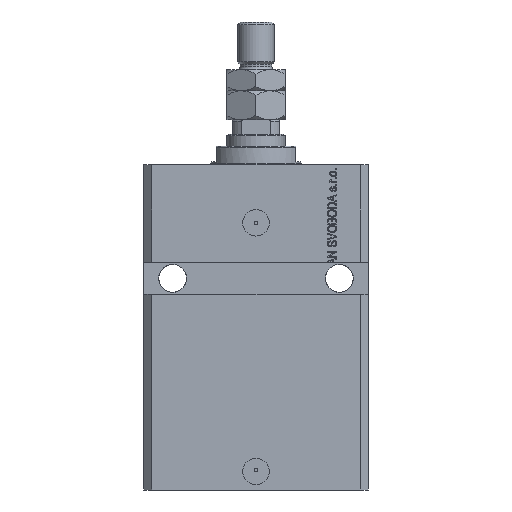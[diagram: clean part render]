
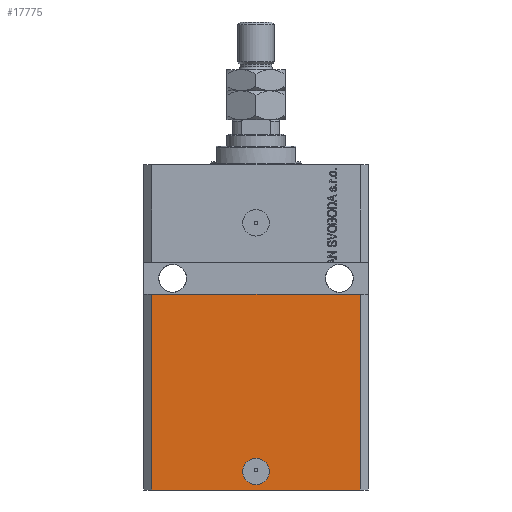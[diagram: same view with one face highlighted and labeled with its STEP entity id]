
A CAD part, front view. The second image highlights one B-rep face of the part: STEP entity #17775.
In plain terms, the highlighted planar face has unit normal (0, -1, 0).
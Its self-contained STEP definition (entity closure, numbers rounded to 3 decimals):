
#1761 = LINE ( 'NONE', #16918, #44382 ) ;
#2252 = ORIENTED_EDGE ( 'NONE', *, *, #30173, .F. ) ;
#2447 = DIRECTION ( 'NONE',  ( 0., -1., 0. ) ) ;
#2516 = CARTESIAN_POINT ( 'NONE',  ( 39.5, -31.5, -123. ) ) ;
#3602 = ORIENTED_EDGE ( 'NONE', *, *, #13895, .F. ) ;
#3960 = CARTESIAN_POINT ( 'NONE',  ( 5., -31.5, -116. ) ) ;
#4044 = DIRECTION ( 'NONE',  ( 0., -1., 0. ) ) ;
#4920 = CIRCLE ( 'NONE', #36668, 5. ) ;
#5467 = CARTESIAN_POINT ( 'NONE',  ( -39.5, -31.5, -123. ) ) ;
#7781 = VECTOR ( 'NONE', #18382, 1000. ) ;
#7828 = VERTEX_POINT ( 'NONE', #3960 ) ;
#9207 = VERTEX_POINT ( 'NONE', #18058 ) ;
#10044 = DIRECTION ( 'NONE',  ( 1., 0., 0. ) ) ;
#10155 = DIRECTION ( 'NONE',  ( 1., 0., 0. ) ) ;
#11242 = CARTESIAN_POINT ( 'NONE',  ( 0., -31.5, -116. ) ) ;
#11283 = CARTESIAN_POINT ( 'NONE',  ( -39.5, -31.5, -49. ) ) ;
#13895 = EDGE_CURVE ( 'NONE', #41959, #9207, #32208, .T. ) ;
#14702 = CARTESIAN_POINT ( 'NONE',  ( -5., -31.5, -116. ) ) ;
#16118 = VECTOR ( 'NONE', #10044, 1000. ) ;
#16918 = CARTESIAN_POINT ( 'NONE',  ( -39.5, -31.5, -123. ) ) ;
#17181 = AXIS2_PLACEMENT_3D ( 'NONE', #11242, #4044, #34391 ) ;
#17609 = DIRECTION ( 'NONE',  ( 0., 0., -1. ) ) ;
#17775 = ADVANCED_FACE ( 'NONE', ( #43960, #47926 ), #40252, .T. ) ;
#18058 = CARTESIAN_POINT ( 'NONE',  ( 39.5, -31.5, -49. ) ) ;
#18343 = DIRECTION ( 'NONE',  ( 0., -1., 0. ) ) ;
#18382 = DIRECTION ( 'NONE',  ( 1., 0., 0. ) ) ;
#18570 = LINE ( 'NONE', #37973, #42703 ) ;
#19459 = AXIS2_PLACEMENT_3D ( 'NONE', #5467, #2447, #17609 ) ;
#19692 = VERTEX_POINT ( 'NONE', #2516 ) ;
#24189 = EDGE_LOOP ( 'NONE', ( #3602, #2252, #27232, #44652 ) ) ;
#24330 = CIRCLE ( 'NONE', #17181, 5. ) ;
#25867 = CARTESIAN_POINT ( 'NONE',  ( -39.5, -31.5, -123. ) ) ;
#27232 = ORIENTED_EDGE ( 'NONE', *, *, #28282, .T. ) ;
#27347 = EDGE_CURVE ( 'NONE', #19692, #9207, #18570, .T. ) ;
#28282 = EDGE_CURVE ( 'NONE', #37139, #19692, #47969, .T. ) ;
#30173 = EDGE_CURVE ( 'NONE', #37139, #41959, #1761, .T. ) ;
#32112 = DIRECTION ( 'NONE',  ( 0., 0., 1. ) ) ;
#32208 = LINE ( 'NONE', #48066, #16118 ) ;
#32671 = EDGE_CURVE ( 'NONE', #7828, #41088, #4920, .T. ) ;
#32983 = CARTESIAN_POINT ( 'NONE',  ( -39.5, -31.5, -123. ) ) ;
#34391 = DIRECTION ( 'NONE',  ( 1., 0., 0. ) ) ;
#36668 = AXIS2_PLACEMENT_3D ( 'NONE', #40492, #18343, #10155 ) ;
#37139 = VERTEX_POINT ( 'NONE', #32983 ) ;
#37973 = CARTESIAN_POINT ( 'NONE',  ( 39.5, -31.5, -123. ) ) ;
#40252 = PLANE ( 'NONE',  #19459 ) ;
#40492 = CARTESIAN_POINT ( 'NONE',  ( 0., -31.5, -116. ) ) ;
#41088 = VERTEX_POINT ( 'NONE', #14702 ) ;
#41959 = VERTEX_POINT ( 'NONE', #11283 ) ;
#42232 = EDGE_LOOP ( 'NONE', ( #43022, #45082 ) ) ;
#42703 = VECTOR ( 'NONE', #45652, 1000. ) ;
#43022 = ORIENTED_EDGE ( 'NONE', *, *, #32671, .F. ) ;
#43960 = FACE_BOUND ( 'NONE', #42232, .T. ) ;
#44382 = VECTOR ( 'NONE', #32112, 1000. ) ;
#44652 = ORIENTED_EDGE ( 'NONE', *, *, #27347, .T. ) ;
#45082 = ORIENTED_EDGE ( 'NONE', *, *, #45711, .F. ) ;
#45652 = DIRECTION ( 'NONE',  ( 0., 0., 1. ) ) ;
#45711 = EDGE_CURVE ( 'NONE', #41088, #7828, #24330, .T. ) ;
#47926 = FACE_OUTER_BOUND ( 'NONE', #24189, .T. ) ;
#47969 = LINE ( 'NONE', #25867, #7781 ) ;
#48066 = CARTESIAN_POINT ( 'NONE',  ( -42.5, -31.5, -49. ) ) ;
